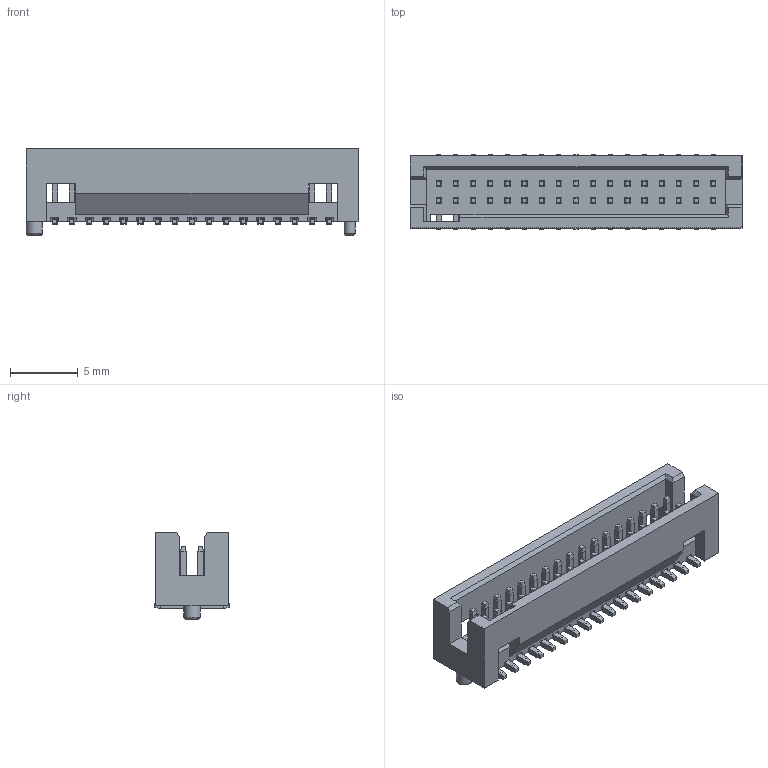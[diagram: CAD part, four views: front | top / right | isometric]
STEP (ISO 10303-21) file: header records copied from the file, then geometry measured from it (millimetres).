
FILE_DESCRIPTION (( 'STEP AP214' ), '1' );
FILE_NAME ('11100, SBH31-NBPB-D17-SP-_ _.STEP', '2012-03-28T10:40:29', ( 'User' ), ( '' ), 'SwSTEP 2.0', 'SolidWorks 2012', '' );
FILE_SCHEMA (( 'AUTOMOTIVE_DESIGN' ));
Length unit declared in the file: inch
Products named in the file (1): 11100, SBH31-NBPB-D17-SP-_ _
Bounding box: 24.59 x 5.5 x 6.4 mm (x, y, z)
Volume: 345.6 mm3; surface area: 1175.8 mm2
Topology: 35 solids, 35 shells, 1037 faces, 2531 edges, 1524 vertices
Faces by surface type: plane 965, cylinder 70, bspline 2
Full cylindrical faces by diameter (mm): 0.8 x1, 1.2 x1
Entity records: 29845 total; most frequent: CARTESIAN_POINT 5151, ORIENTED_EDGE 5050, DIRECTION 4735, EDGE_CURVE 2525, LINE 2383, VECTOR 2383, VERTEX_POINT 1522, AXIS2_PLACEMENT_3D 1176
